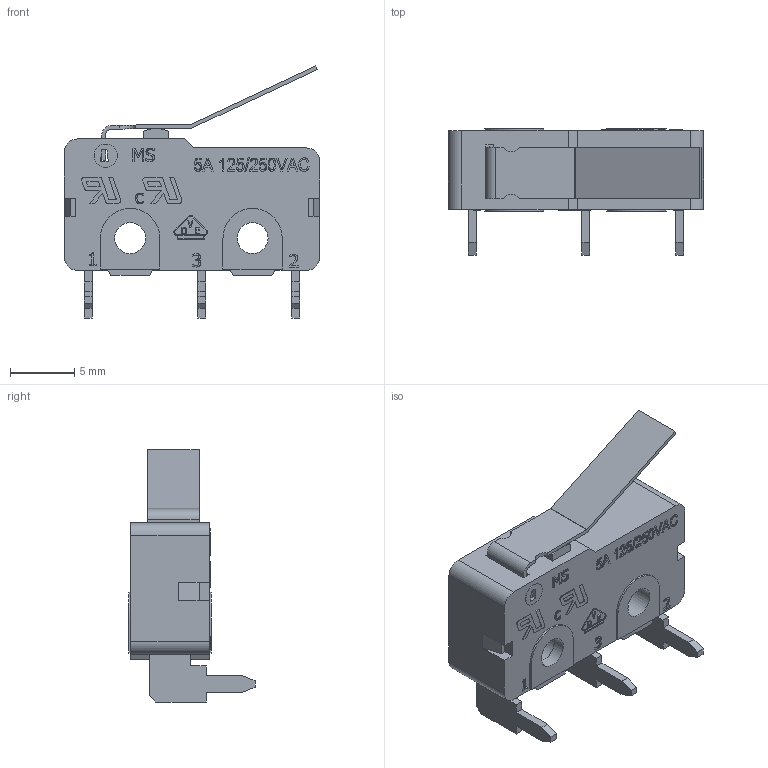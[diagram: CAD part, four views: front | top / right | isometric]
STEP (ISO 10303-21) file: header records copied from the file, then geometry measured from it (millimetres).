
FILE_DESCRIPTION((' '),'2;1');
FILE_NAME('MS085xx06FxxxV2A.stp','2017-08-03T09:42:38',(' '),(' '),' ','ACIS',' ');
FILE_SCHEMA(('CONFIG_CONTROL_DESIGN'));
Length unit declared in the file: inch
Products named in the file (1): MS085xx06FxxxV2A.stp
Bounding box: 19.8 x 9.8 x 19.56 mm (x, y, z)
Volume: 818.4 mm3; surface area: 1674.8 mm2
Topology: 1 solids, 4 shells, 768 faces, 2113 edges, 1406 vertices
Faces by surface type: plane 509, bspline 218, cylinder 41
Full cylindrical faces by diameter (mm): 1.8 x1, 2.4 x2, 2.5 x1
Entity records: 25387 total; most frequent: CARTESIAN_POINT 7148, ORIENTED_EDGE 4214, DIRECTION 2856, EDGE_CURVE 2107, VECTOR 1588, LINE 1588, VERTEX_POINT 1404, EDGE_LOOP 837
